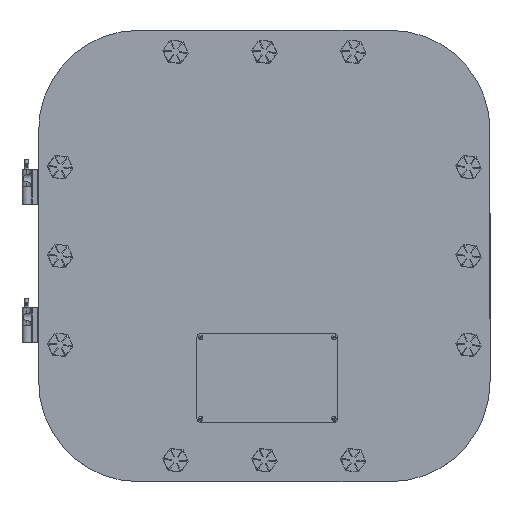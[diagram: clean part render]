
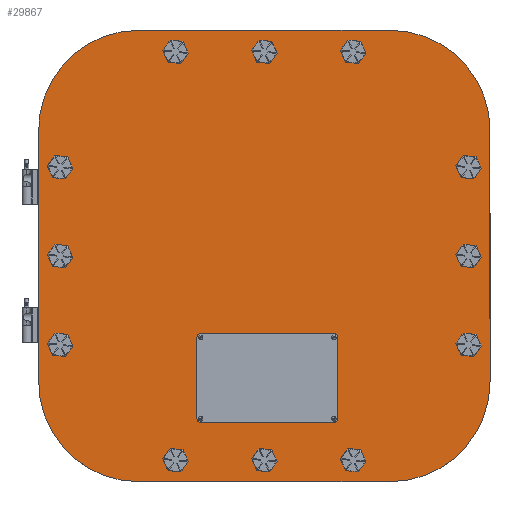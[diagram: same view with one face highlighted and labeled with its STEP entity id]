
A CAD part, top view. The second image highlights one B-rep face of the part: STEP entity #29867.
In plain terms, the highlighted planar face has unit normal (0, 0, 1).
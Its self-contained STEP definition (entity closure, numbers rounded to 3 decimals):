
#2785=FACE_BOUND('',#6668,.T.);
#2786=FACE_BOUND('',#6669,.T.);
#2787=FACE_BOUND('',#6670,.T.);
#2788=FACE_BOUND('',#6671,.T.);
#2789=FACE_BOUND('',#6672,.T.);
#2790=FACE_BOUND('',#6673,.T.);
#2791=FACE_BOUND('',#6674,.T.);
#2792=FACE_BOUND('',#6675,.T.);
#2793=FACE_BOUND('',#6676,.T.);
#2794=FACE_BOUND('',#6677,.T.);
#2795=FACE_BOUND('',#6678,.T.);
#2796=FACE_BOUND('',#6679,.T.);
#3114=PLANE('',#32416);
#4866=FACE_OUTER_BOUND('',#6667,.T.);
#6667=EDGE_LOOP('',(#24932,#24933,#24934,#24935,#24936,#24937,#24938,#24939));
#6668=EDGE_LOOP('',(#24940));
#6669=EDGE_LOOP('',(#24941));
#6670=EDGE_LOOP('',(#24942));
#6671=EDGE_LOOP('',(#24943));
#6672=EDGE_LOOP('',(#24944));
#6673=EDGE_LOOP('',(#24945));
#6674=EDGE_LOOP('',(#24946));
#6675=EDGE_LOOP('',(#24947));
#6676=EDGE_LOOP('',(#24948));
#6677=EDGE_LOOP('',(#24949));
#6678=EDGE_LOOP('',(#24950));
#6679=EDGE_LOOP('',(#24951));
#8448=LINE('',#56108,#10728);
#8451=LINE('',#56116,#10731);
#8454=LINE('',#56124,#10734);
#8457=LINE('',#56131,#10737);
#10728=VECTOR('',#37251,0.394);
#10731=VECTOR('',#37260,0.394);
#10734=VECTOR('',#37269,0.394);
#10737=VECTOR('',#37278,0.394);
#12660=CIRCLE('',#32241,0.266);
#12663=CIRCLE('',#32245,0.266);
#12666=CIRCLE('',#32249,0.266);
#12669=CIRCLE('',#32253,0.266);
#12688=CIRCLE('',#32281,0.266);
#12691=CIRCLE('',#32285,0.266);
#12694=CIRCLE('',#32289,0.266);
#12697=CIRCLE('',#32293,0.266);
#12700=CIRCLE('',#32297,0.266);
#12703=CIRCLE('',#32301,0.266);
#12706=CIRCLE('',#32305,0.266);
#12709=CIRCLE('',#32309,0.266);
#12762=CIRCLE('',#32405,3.375);
#12763=CIRCLE('',#32408,3.375);
#12764=CIRCLE('',#32411,3.375);
#12765=CIRCLE('',#32414,3.375);
#14469=VERTEX_POINT('',#55731);
#14472=VERTEX_POINT('',#55739);
#14475=VERTEX_POINT('',#55747);
#14478=VERTEX_POINT('',#55755);
#14501=VERTEX_POINT('',#55815);
#14504=VERTEX_POINT('',#55823);
#14507=VERTEX_POINT('',#55831);
#14510=VERTEX_POINT('',#55839);
#14513=VERTEX_POINT('',#55847);
#14516=VERTEX_POINT('',#55855);
#14519=VERTEX_POINT('',#55863);
#14522=VERTEX_POINT('',#55871);
#14595=VERTEX_POINT('',#56101);
#14596=VERTEX_POINT('',#56103);
#14597=VERTEX_POINT('',#56107);
#14598=VERTEX_POINT('',#56111);
#14599=VERTEX_POINT('',#56115);
#14600=VERTEX_POINT('',#56119);
#14601=VERTEX_POINT('',#56123);
#14602=VERTEX_POINT('',#56127);
#18044=EDGE_CURVE('',#14469,#14469,#12660,.T.);
#18048=EDGE_CURVE('',#14472,#14472,#12663,.T.);
#18052=EDGE_CURVE('',#14475,#14475,#12666,.T.);
#18056=EDGE_CURVE('',#14478,#14478,#12669,.T.);
#18084=EDGE_CURVE('',#14501,#14501,#12688,.T.);
#18088=EDGE_CURVE('',#14504,#14504,#12691,.T.);
#18092=EDGE_CURVE('',#14507,#14507,#12694,.T.);
#18096=EDGE_CURVE('',#14510,#14510,#12697,.T.);
#18100=EDGE_CURVE('',#14513,#14513,#12700,.T.);
#18104=EDGE_CURVE('',#14516,#14516,#12703,.T.);
#18108=EDGE_CURVE('',#14519,#14519,#12706,.T.);
#18112=EDGE_CURVE('',#14522,#14522,#12709,.T.);
#18226=EDGE_CURVE('',#14596,#14595,#12762,.T.);
#18228=EDGE_CURVE('',#14597,#14596,#8448,.T.);
#18230=EDGE_CURVE('',#14598,#14597,#12763,.T.);
#18232=EDGE_CURVE('',#14599,#14598,#8451,.T.);
#18234=EDGE_CURVE('',#14600,#14599,#12764,.T.);
#18236=EDGE_CURVE('',#14601,#14600,#8454,.T.);
#18238=EDGE_CURVE('',#14602,#14601,#12765,.T.);
#18240=EDGE_CURVE('',#14595,#14602,#8457,.T.);
#24932=ORIENTED_EDGE('',*,*,#18240,.T.);
#24933=ORIENTED_EDGE('',*,*,#18238,.T.);
#24934=ORIENTED_EDGE('',*,*,#18236,.T.);
#24935=ORIENTED_EDGE('',*,*,#18234,.T.);
#24936=ORIENTED_EDGE('',*,*,#18232,.T.);
#24937=ORIENTED_EDGE('',*,*,#18230,.T.);
#24938=ORIENTED_EDGE('',*,*,#18228,.T.);
#24939=ORIENTED_EDGE('',*,*,#18226,.T.);
#24940=ORIENTED_EDGE('',*,*,#18044,.T.);
#24941=ORIENTED_EDGE('',*,*,#18048,.T.);
#24942=ORIENTED_EDGE('',*,*,#18052,.T.);
#24943=ORIENTED_EDGE('',*,*,#18056,.T.);
#24944=ORIENTED_EDGE('',*,*,#18084,.T.);
#24945=ORIENTED_EDGE('',*,*,#18088,.T.);
#24946=ORIENTED_EDGE('',*,*,#18092,.T.);
#24947=ORIENTED_EDGE('',*,*,#18096,.T.);
#24948=ORIENTED_EDGE('',*,*,#18100,.T.);
#24949=ORIENTED_EDGE('',*,*,#18104,.T.);
#24950=ORIENTED_EDGE('',*,*,#18108,.T.);
#24951=ORIENTED_EDGE('',*,*,#18112,.T.);
#29867=ADVANCED_FACE('',(#4866,#2785,#2786,#2787,#2788,#2789,#2790,#2791,
#2792,#2793,#2794,#2795,#2796),#3114,.T.);
#32241=AXIS2_PLACEMENT_3D('',#55733,#36838,#36839);
#32245=AXIS2_PLACEMENT_3D('',#55741,#36847,#36848);
#32249=AXIS2_PLACEMENT_3D('',#55749,#36856,#36857);
#32253=AXIS2_PLACEMENT_3D('',#55757,#36865,#36866);
#32281=AXIS2_PLACEMENT_3D('',#55817,#36930,#36931);
#32285=AXIS2_PLACEMENT_3D('',#55825,#36939,#36940);
#32289=AXIS2_PLACEMENT_3D('',#55833,#36948,#36949);
#32293=AXIS2_PLACEMENT_3D('',#55841,#36957,#36958);
#32297=AXIS2_PLACEMENT_3D('',#55849,#36966,#36967);
#32301=AXIS2_PLACEMENT_3D('',#55857,#36975,#36976);
#32305=AXIS2_PLACEMENT_3D('',#55865,#36984,#36985);
#32309=AXIS2_PLACEMENT_3D('',#55873,#36993,#36994);
#32405=AXIS2_PLACEMENT_3D('',#56104,#37246,#37247);
#32408=AXIS2_PLACEMENT_3D('',#56112,#37255,#37256);
#32411=AXIS2_PLACEMENT_3D('',#56120,#37264,#37265);
#32414=AXIS2_PLACEMENT_3D('',#56128,#37273,#37274);
#32416=AXIS2_PLACEMENT_3D('',#56132,#37279,#37280);
#36838=DIRECTION('center_axis',(0.,0.,-1.));
#36839=DIRECTION('ref_axis',(-1.,0.,0.));
#36847=DIRECTION('center_axis',(0.,0.,-1.));
#36848=DIRECTION('ref_axis',(-1.,0.,0.));
#36856=DIRECTION('center_axis',(0.,0.,-1.));
#36857=DIRECTION('ref_axis',(-1.,0.,0.));
#36865=DIRECTION('center_axis',(0.,0.,-1.));
#36866=DIRECTION('ref_axis',(-1.,0.,0.));
#36930=DIRECTION('center_axis',(0.,0.,-1.));
#36931=DIRECTION('ref_axis',(-1.,0.,0.));
#36939=DIRECTION('center_axis',(0.,0.,-1.));
#36940=DIRECTION('ref_axis',(-1.,0.,0.));
#36948=DIRECTION('center_axis',(0.,0.,-1.));
#36949=DIRECTION('ref_axis',(-1.,0.,0.));
#36957=DIRECTION('center_axis',(0.,0.,-1.));
#36958=DIRECTION('ref_axis',(-1.,0.,0.));
#36966=DIRECTION('center_axis',(0.,0.,-1.));
#36967=DIRECTION('ref_axis',(-1.,0.,0.));
#36975=DIRECTION('center_axis',(0.,0.,-1.));
#36976=DIRECTION('ref_axis',(-1.,0.,0.));
#36984=DIRECTION('center_axis',(0.,0.,-1.));
#36985=DIRECTION('ref_axis',(-1.,0.,0.));
#36993=DIRECTION('center_axis',(0.,0.,-1.));
#36994=DIRECTION('ref_axis',(-1.,0.,0.));
#37246=DIRECTION('center_axis',(0.,0.,1.));
#37247=DIRECTION('ref_axis',(0.,1.,0.));
#37251=DIRECTION('',(-1.,0.,0.));
#37255=DIRECTION('center_axis',(0.,0.,1.));
#37256=DIRECTION('ref_axis',(1.,0.,0.));
#37260=DIRECTION('',(0.,1.,0.));
#37264=DIRECTION('center_axis',(0.,0.,1.));
#37265=DIRECTION('ref_axis',(0.,-1.,0.));
#37269=DIRECTION('',(1.,0.,0.));
#37273=DIRECTION('center_axis',(0.,0.,1.));
#37274=DIRECTION('ref_axis',(-1.,0.,0.));
#37278=DIRECTION('',(0.,-1.,0.));
#37279=DIRECTION('center_axis',(0.,0.,1.));
#37280=DIRECTION('ref_axis',(1.,0.,0.));
#55731=CARTESIAN_POINT('',(0.266,6.9,0.625));
#55733=CARTESIAN_POINT('Origin',(0.,6.9,0.625));
#55739=CARTESIAN_POINT('',(7.166,0.,0.625));
#55741=CARTESIAN_POINT('Origin',(6.9,0.,0.625));
#55747=CARTESIAN_POINT('',(-6.634,0.,0.625));
#55749=CARTESIAN_POINT('Origin',(-6.9,0.,0.625));
#55755=CARTESIAN_POINT('',(0.266,-6.9,0.625));
#55757=CARTESIAN_POINT('Origin',(0.,-6.9,0.625));
#55815=CARTESIAN_POINT('',(-2.734,-6.9,0.625));
#55817=CARTESIAN_POINT('Origin',(-3.,-6.9,0.625));
#55823=CARTESIAN_POINT('',(3.266,-6.9,0.625));
#55825=CARTESIAN_POINT('Origin',(3.,-6.9,0.625));
#55831=CARTESIAN_POINT('',(-6.634,3.,0.625));
#55833=CARTESIAN_POINT('Origin',(-6.9,3.,0.625));
#55839=CARTESIAN_POINT('',(7.166,3.,0.625));
#55841=CARTESIAN_POINT('Origin',(6.9,3.,0.625));
#55847=CARTESIAN_POINT('',(3.266,6.9,0.625));
#55849=CARTESIAN_POINT('Origin',(3.,6.9,0.625));
#55855=CARTESIAN_POINT('',(-2.734,6.9,0.625));
#55857=CARTESIAN_POINT('Origin',(-3.,6.9,0.625));
#55863=CARTESIAN_POINT('',(7.166,-3.,0.625));
#55865=CARTESIAN_POINT('Origin',(6.9,-3.,0.625));
#55871=CARTESIAN_POINT('',(-6.634,-3.,0.625));
#55873=CARTESIAN_POINT('Origin',(-6.9,-3.,0.625));
#56101=CARTESIAN_POINT('',(-7.625,4.25,0.625));
#56103=CARTESIAN_POINT('',(-4.25,7.625,0.625));
#56104=CARTESIAN_POINT('Origin',(-4.25,4.25,0.625));
#56107=CARTESIAN_POINT('',(4.25,7.625,0.625));
#56108=CARTESIAN_POINT('',(4.25,7.625,0.625));
#56111=CARTESIAN_POINT('',(7.625,4.25,0.625));
#56112=CARTESIAN_POINT('Origin',(4.25,4.25,0.625));
#56115=CARTESIAN_POINT('',(7.625,-4.25,0.625));
#56116=CARTESIAN_POINT('',(7.625,-4.25,0.625));
#56119=CARTESIAN_POINT('',(4.25,-7.625,0.625));
#56120=CARTESIAN_POINT('Origin',(4.25,-4.25,0.625));
#56123=CARTESIAN_POINT('',(-4.25,-7.625,0.625));
#56124=CARTESIAN_POINT('',(-4.25,-7.625,0.625));
#56127=CARTESIAN_POINT('',(-7.625,-4.25,0.625));
#56128=CARTESIAN_POINT('Origin',(-4.25,-4.25,0.625));
#56131=CARTESIAN_POINT('',(-7.625,4.25,0.625));
#56132=CARTESIAN_POINT('Origin',(0.,0.,
0.625));
